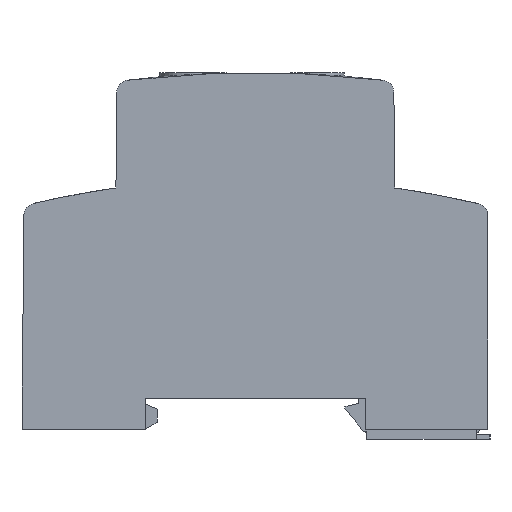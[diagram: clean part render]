
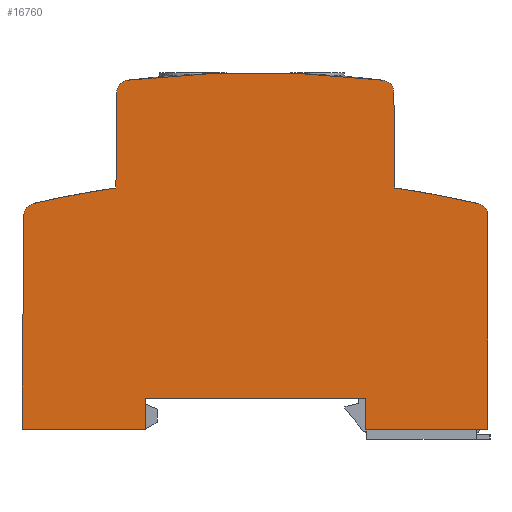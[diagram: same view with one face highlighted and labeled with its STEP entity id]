
A CAD part, left-side view. The second image highlights one B-rep face of the part: STEP entity #16760.
In plain terms, the highlighted face is planar.
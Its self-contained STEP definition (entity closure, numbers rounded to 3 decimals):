
#8480=CARTESIAN_POINT('',(106.975,16.056,-20.25));
#8490=VERTEX_POINT('',#8480);
#8540=CARTESIAN_POINT('',(45.021,16.056,-20.25));
#8550=DIRECTION('',(1.,0.,0.));
#8560=VECTOR('',#8550,1.);
#8570=LINE('',#8540,#8560);
#8580=CARTESIAN_POINT('',(87.091,16.056,-20.25));
#8590=VERTEX_POINT('',#8580);
#8600=EDGE_CURVE('',#8590,#8490,#8570,.T.);
#14500=CARTESIAN_POINT('',(46.992,70.373,-20.25));
#14510=VERTEX_POINT('',#14500);
#14680=CARTESIAN_POINT('',(46.858,54.948,-20.25));
#14690=VERTEX_POINT('',#14680);
#14720=CARTESIAN_POINT('',(46.861,55.264,-20.25));
#14730=DIRECTION('',(-0.009,-1.,
0.));
#14740=VECTOR('',#14730,1.);
#14750=LINE('',#14720,#14740);
#14760=EDGE_CURVE('',#14510,#14690,#14750,.T.);
#15520=CARTESIAN_POINT('',(69.341,23.506,-20.25));
#15530=DIRECTION('',(0.,0.,-1.));
#15540=DIRECTION('',(-1.,0.,0.));
#15550=AXIS2_PLACEMENT_3D('',#15520,#15530,#15540);
#15560=PLANE('',#15550);
#15570=CARTESIAN_POINT('',(69.341,-101.444,-20.25));
#15580=DIRECTION('',(0.,0.,-1.));
#15590=DIRECTION('',(-1.,0.,0.));
#15600=AXIS2_PLACEMENT_3D('',#15570,#15580,#15590);
#15610=CIRCLE('',#15600,158.);
#15620=CARTESIAN_POINT('',(33.386,52.411,
-20.25));
#15630=VERTEX_POINT('',#15620);
#15640=EDGE_CURVE('',#15630,#14690,#15610,.T.);
#15650=ORIENTED_EDGE('',*,*,#15640,.T.);
#15660=CARTESIAN_POINT('',(33.841,50.463,
-20.25));
#15670=DIRECTION('',(0.,0.,-1.));
#15680=DIRECTION('',(-1.,0.,0.));
#15690=AXIS2_PLACEMENT_3D('',#15660,#15670,#15680);
#15700=CIRCLE('',#15690,2.);
#15710=CARTESIAN_POINT('',(31.841,50.463,
-20.25));
#15720=VERTEX_POINT('',#15710);
#15730=EDGE_CURVE('',#15720,#15630,#15700,.T.);
#15740=ORIENTED_EDGE('',*,*,#15730,.T.);
#15750=CARTESIAN_POINT('',(31.841,55.264,
-20.25));
#15760=DIRECTION('',(0.,1.,0.));
#15770=VECTOR('',#15760,1.);
#15780=LINE('',#15750,#15770);
#15790=CARTESIAN_POINT('',(31.841,16.056,
-20.25));
#15800=VERTEX_POINT('',#15790);
#15810=EDGE_CURVE('',#15800,#15720,#15780,.T.);
#15820=ORIENTED_EDGE('',*,*,#15810,.T.);
#15830=CARTESIAN_POINT('',(45.021,16.056,-20.25));
#15840=DIRECTION('',(1.,0.,0.));
#15850=VECTOR('',#15840,1.);
#15860=LINE('',#15830,#15850);
#15870=CARTESIAN_POINT('',(51.591,16.056,-20.25));
#15880=VERTEX_POINT('',#15870);
#15890=EDGE_CURVE('',#15800,#15880,#15860,.T.);
#15900=ORIENTED_EDGE('',*,*,#15890,.F.);
#15910=CARTESIAN_POINT('',(51.591,55.264,-20.25));
#15920=DIRECTION('',(0.,-1.,0.));
#15930=VECTOR('',#15920,1.);
#15940=LINE('',#15910,#15930);
#15950=CARTESIAN_POINT('',(51.591,21.056,-20.25));
#15960=VERTEX_POINT('',#15950);
#15970=EDGE_CURVE('',#15960,#15880,#15940,.T.);
#15980=ORIENTED_EDGE('',*,*,#15970,.T.);
#15990=CARTESIAN_POINT('',(45.021,21.056,-20.25));
#16000=DIRECTION('',(1.,0.,0.));
#16010=VECTOR('',#16000,1.);
#16020=LINE('',#15990,#16010);
#16030=CARTESIAN_POINT('',(87.091,21.056,-20.25));
#16040=VERTEX_POINT('',#16030);
#16050=EDGE_CURVE('',#15960,#16040,#16020,.T.);
#16060=ORIENTED_EDGE('',*,*,#16050,.F.);
#16070=CARTESIAN_POINT('',(87.091,55.264,-20.25));
#16080=DIRECTION('',(0.,-1.,0.));
#16090=VECTOR('',#16080,1.);
#16100=LINE('',#16070,#16090);
#16110=EDGE_CURVE('',#16040,#8590,#16100,.T.);
#16120=ORIENTED_EDGE('',*,*,#16110,.F.);
#16130=ORIENTED_EDGE('',*,*,#8600,.F.);
#16140=CARTESIAN_POINT('',(106.633,55.264,-20.25));
#16150=DIRECTION('',(0.009,-1.,
0.));
#16160=VECTOR('',#16150,1.);
#16170=LINE('',#16140,#16160);
#16180=CARTESIAN_POINT('',(106.674,50.52,-20.25));
#16190=VERTEX_POINT('',#16180);
#16200=EDGE_CURVE('',#16190,#8490,#16170,.T.);
#16210=ORIENTED_EDGE('',*,*,#16200,.T.);
#16220=CARTESIAN_POINT('',(104.674,50.502,-20.25));
#16230=DIRECTION('',(0.,0.,-1.));
#16240=DIRECTION('',(-1.,0.,0.));
#16250=AXIS2_PLACEMENT_3D('',#16220,#16230,#16240);
#16260=CIRCLE('',#16250,2.);
#16270=CARTESIAN_POINT('',(105.127,52.45,-20.25));
#16280=VERTEX_POINT('',#16270);
#16290=EDGE_CURVE('',#16280,#16190,#16260,.T.);
#16300=ORIENTED_EDGE('',*,*,#16290,.T.);
#16310=CARTESIAN_POINT('',(69.341,-101.444,-20.25));
#16320=DIRECTION('',(0.,0.,-1.));
#16330=DIRECTION('',(-1.,0.,0.));
#16340=AXIS2_PLACEMENT_3D('',#16310,#16320,#16330);
#16350=CIRCLE('',#16340,158.);
#16360=CARTESIAN_POINT('',(91.825,54.948,-20.25));
#16370=VERTEX_POINT('',#16360);
#16380=EDGE_CURVE('',#16370,#16280,#16350,.T.);
#16390=ORIENTED_EDGE('',*,*,#16380,.T.);
#16400=CARTESIAN_POINT('',(91.822,55.264,-20.25));
#16410=DIRECTION('',(-0.009,1.,
0.));
#16420=VECTOR('',#16410,1.);
#16430=LINE('',#16400,#16420);
#16440=CARTESIAN_POINT('',(91.69,70.373,-20.25));
#16450=VERTEX_POINT('',#16440);
#16460=EDGE_CURVE('',#16370,#16450,#16430,.T.);
#16470=ORIENTED_EDGE('',*,*,#16460,.F.);
#16480=CARTESIAN_POINT('',(89.69,70.355,-20.25));
#16490=DIRECTION('',(0.,0.,1.));
#16500=DIRECTION('',(1.,0.,0.));
#16510=AXIS2_PLACEMENT_3D('',#16480,#16490,#16500);
#16520=CIRCLE('',#16510,2.);
#16530=CARTESIAN_POINT('',(89.926,72.341,-20.25));
#16540=VERTEX_POINT('',#16530);
#16550=EDGE_CURVE('',#16450,#16540,#16520,.T.);
#16560=ORIENTED_EDGE('',*,*,#16550,.F.);
#16570=CARTESIAN_POINT('',(69.341,-101.444,-20.25));
#16580=DIRECTION('',(0.,0.,-1.));
#16590=DIRECTION('',(-1.,0.,0.));
#16600=AXIS2_PLACEMENT_3D('',#16570,#16580,#16590);
#16610=CIRCLE('',#16600,175.);
#16620=CARTESIAN_POINT('',(48.757,72.341,-20.25));
#16630=VERTEX_POINT('',#16620);
#16640=EDGE_CURVE('',#16630,#16540,#16610,.T.);
#16650=ORIENTED_EDGE('',*,*,#16640,.T.);
#16660=CARTESIAN_POINT('',(48.992,70.355,-20.25));
#16670=DIRECTION('',(0.,0.,1.));
#16680=DIRECTION('',(1.,0.,0.));
#16690=AXIS2_PLACEMENT_3D('',#16660,#16670,#16680);
#16700=CIRCLE('',#16690,2.);
#16710=EDGE_CURVE('',#16630,#14510,#16700,.T.);
#16720=ORIENTED_EDGE('',*,*,#16710,.F.);
#16730=ORIENTED_EDGE('',*,*,#14760,.F.);
#16740=EDGE_LOOP('',(#16730,#16720,#16650,#16560,#16470,#16390,#16300,
#16210,#16130,#16120,#16060,#15980,#15900,#15820,#15740,#15650));
#16750=FACE_OUTER_BOUND('',#16740,.T.);
#16760=ADVANCED_FACE('',(#16750),#15560,.T.);
